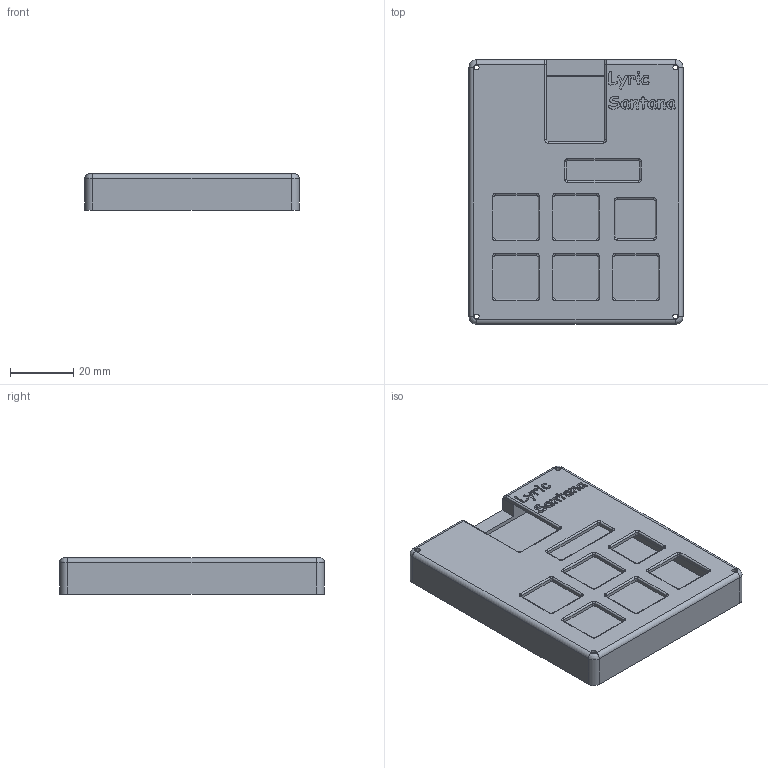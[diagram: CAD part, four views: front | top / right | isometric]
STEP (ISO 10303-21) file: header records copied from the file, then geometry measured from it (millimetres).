
FILE_DESCRIPTION(/* description */ (''),/* implementation_level */ '2;1');
FILE_NAME(/* name */ 'lyrics_macropad.step',/* time_stamp */ '2025-12-06T18:19:35-08:00',/* author */ (''),/* organization */ (''),/* preprocessor_version */ 'ST-DEVELOPER v20.1',/* originating_system */ 'Autodesk Translation Framework v14.21.0.0',/* authorisation */ '');
FILE_SCHEMA (('AUTOMOTIVE_DESIGN { 1 0 10303 214 3 1 1 }'));
Length unit declared in the file: millimetre
Products named in the file (3): 2025-12-04-20-59-52-134; 2025-12-04-21-37-03-383; 2025-12-05-19-17-39-135
Assembly tree (2 placements, depth 2):
  2025-12-04-20-59-52-134
    2025-12-04-21-37-03-383
    2025-12-05-19-17-39-135
Bounding box: 68 x 84 x 11.5 mm (x, y, z)
Volume: 38999.2 mm3; surface area: 33917.3 mm2
Topology: 3 solids, 3 shells, 504 faces, 1384 edges, 902 vertices
Faces by surface type: bspline 309, cylinder 86, plane 77, torus 32
Full cylindrical faces by diameter (mm): 1.5 x8
Entity records: 19022 total; most frequent: CARTESIAN_POINT 8013, ORIENTED_EDGE 2768, DIRECTION 1390, EDGE_CURVE 1384, VERTEX_POINT 902, B_SPLINE_CURVE_WITH_KNOTS 610, LINE 560, VECTOR 560
